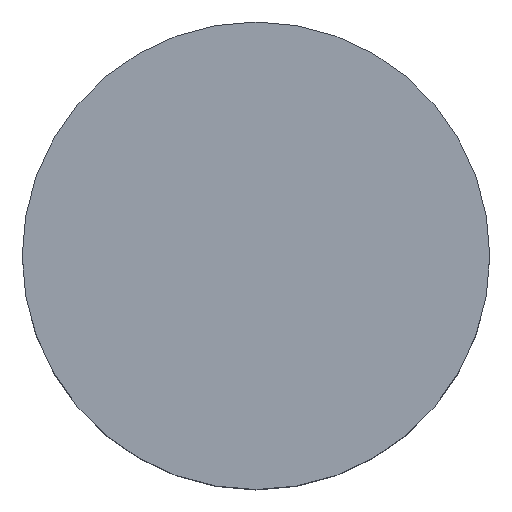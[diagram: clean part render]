
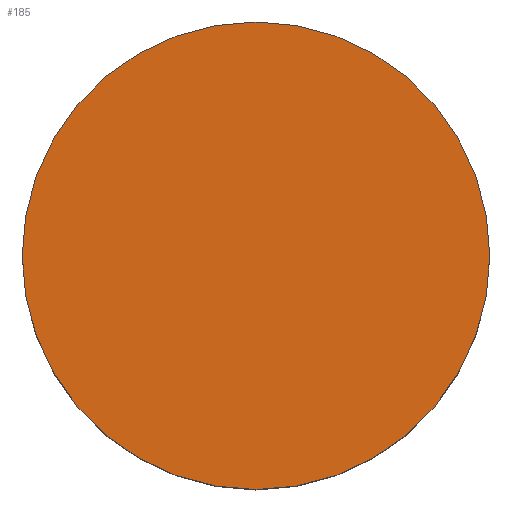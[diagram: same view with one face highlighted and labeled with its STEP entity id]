
A CAD part, top view. The second image highlights one B-rep face of the part: STEP entity #185.
In plain terms, the highlighted planar face has unit normal (0, 0, 1).
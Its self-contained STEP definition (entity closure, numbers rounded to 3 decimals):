
#14 = CARTESIAN_POINT ( 'NONE',  ( 0., 0., 0. ) ) ;
#17 = FACE_OUTER_BOUND ( 'NONE', #36, .T. ) ;
#29 = CIRCLE ( 'NONE', #333, 2. ) ;
#36 = EDGE_LOOP ( 'NONE', ( #212, #271 ) ) ;
#68 = DIRECTION ( 'NONE',  ( 1., 0., 0. ) ) ;
#103 = EDGE_CURVE ( 'NONE', #240, #138, #313, .T. ) ;
#106 = CARTESIAN_POINT ( 'NONE',  ( 2., 0., 0. ) ) ;
#131 = DIRECTION ( 'NONE',  ( 1., 0., 0. ) ) ;
#135 = AXIS2_PLACEMENT_3D ( 'NONE', #14, #228, #68 ) ;
#138 = VERTEX_POINT ( 'NONE', #315 ) ;
#154 = AXIS2_PLACEMENT_3D ( 'NONE', #348, #292, #131 ) ;
#185 = ADVANCED_FACE ( 'NONE', ( #17 ), #265, .T. ) ;
#189 = EDGE_CURVE ( 'NONE', #138, #240, #29, .T. ) ;
#209 = DIRECTION ( 'NONE',  ( 0., 0., 1. ) ) ;
#212 = ORIENTED_EDGE ( 'NONE', *, *, #103, .T. ) ;
#228 = DIRECTION ( 'NONE',  ( 0., 0., 1. ) ) ;
#240 = VERTEX_POINT ( 'NONE', #106 ) ;
#265 = PLANE ( 'NONE',  #154 ) ;
#271 = ORIENTED_EDGE ( 'NONE', *, *, #189, .T. ) ;
#292 = DIRECTION ( 'NONE',  ( 0., 0., 1. ) ) ;
#295 = CARTESIAN_POINT ( 'NONE',  ( 0., 0., 0. ) ) ;
#313 = CIRCLE ( 'NONE', #135, 2. ) ;
#315 = CARTESIAN_POINT ( 'NONE',  ( -2., 0., 0. ) ) ;
#317 = DIRECTION ( 'NONE',  ( 1., 0., 0. ) ) ;
#333 = AXIS2_PLACEMENT_3D ( 'NONE', #295, #209, #317 ) ;
#348 = CARTESIAN_POINT ( 'NONE',  ( 0., 0., 0. ) ) ;
